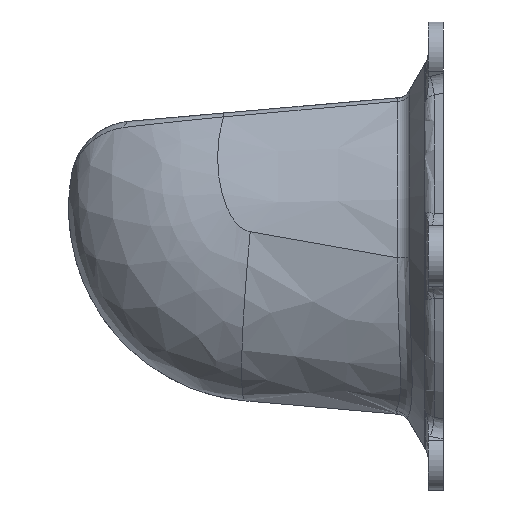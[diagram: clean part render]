
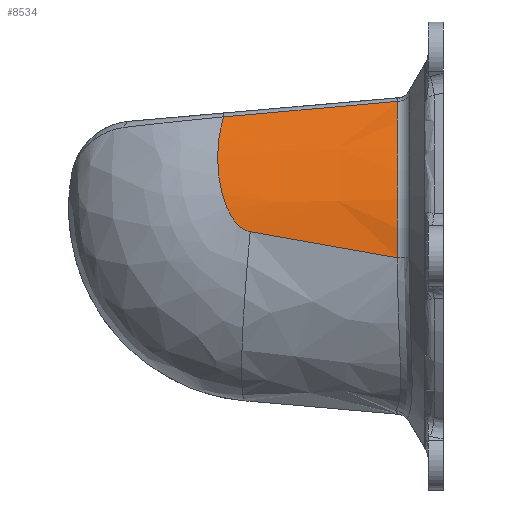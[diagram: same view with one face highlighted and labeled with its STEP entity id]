
A CAD part, left-side view. The second image highlights one B-rep face of the part: STEP entity #8534.
In plain terms, the highlighted conical face has half-angle 5 degrees and reference radius 67.158 mm.
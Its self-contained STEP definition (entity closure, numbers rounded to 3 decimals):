
#26 = CARTESIAN_POINT ( 'NONE',  ( -100.777, 21.753, 49.386 ) ) ;
#317 = VERTEX_POINT ( 'NONE', #2614 ) ;
#465 = AXIS2_PLACEMENT_3D ( 'NONE', #1924, #3216, #8404 ) ;
#886 = CARTESIAN_POINT ( 'NONE',  ( -120.279, 51.257, 8.017 ) ) ;
#945 = CARTESIAN_POINT ( 'NONE',  ( -114.249, 61.607, 25.789 ) ) ;
#1003 = CARTESIAN_POINT ( 'NONE',  ( -114.619, 61.487, 24.989 ) ) ;
#1011 = ORIENTED_EDGE ( 'NONE', *, *, #2313, .T. ) ;
#1064 = CARTESIAN_POINT ( 'NONE',  ( -106.648, 61.735, 38.2 ) ) ;
#1118 = CARTESIAN_POINT ( 'NONE',  ( -107.372, 61.834, 37.243 ) ) ;
#1481 = DIRECTION ( 'NONE',  ( 0., -1., 0. ) ) ;
#1924 = CARTESIAN_POINT ( 'NONE',  ( -58.12, 2.593, 0. ) ) ;
#1976 = CARTESIAN_POINT ( 'NONE',  ( -120.279, 51.257, 8.017 ) ) ;
#2092 = ORIENTED_EDGE ( 'NONE', *, *, #14364, .T. ) ;
#2160 = CARTESIAN_POINT ( 'NONE',  ( -125.048, 2.593, -0.608 ) ) ;
#2187 = CARTESIAN_POINT ( 'NONE',  ( -107.495, 61.85, 37.078 ) ) ;
#2248 = CARTESIAN_POINT ( 'NONE',  ( -104.889, 61.436, 40.386 ) ) ;
#2313 = EDGE_CURVE ( 'NONE', #9083, #14904, #9420, .T. ) ;
#2413 = VERTEX_POINT ( 'NONE', #10224 ) ;
#2573 = CARTESIAN_POINT ( 'NONE',  ( -99.586, 60.07, 45.962 ) ) ;
#2614 = CARTESIAN_POINT ( 'NONE',  ( -125.048, 2.593, -0.608 ) ) ;
#3216 = DIRECTION ( 'NONE',  ( 0., 1., 0. ) ) ;
#3429 = CARTESIAN_POINT ( 'NONE',  ( -119.257, 56.548, 11.602 ) ) ;
#3550 = CARTESIAN_POINT ( 'NONE',  ( -107.437, 61.843, 37.156 ) ) ;
#3604 = CARTESIAN_POINT ( 'NONE',  ( -107.013, 61.788, 37.725 ) ) ;
#3669 = CARTESIAN_POINT ( 'NONE',  ( -105.603, 61.57, 39.526 ) ) ;
#3763 = CONICAL_SURFACE ( 'NONE', #11002, 67.158, 0.087 ) ;
#3833 = ORIENTED_EDGE ( 'NONE', *, *, #7915, .T. ) ;
#4812 = CARTESIAN_POINT ( 'NONE',  ( -99.586, 60.07, 45.962 ) ) ;
#4874 = CARTESIAN_POINT ( 'NONE',  ( -101.167, 60.565, 44.477 ) ) ;
#4933 = CARTESIAN_POINT ( 'NONE',  ( -107.646, 61.869, 36.874 ) ) ;
#4993 = CARTESIAN_POINT ( 'NONE',  ( -113.281, 61.846, 27.77 ) ) ;
#5187 = EDGE_CURVE ( 'NONE', #14904, #317, #5798, .T. ) ;
#5522 = ORIENTED_EDGE ( 'NONE', *, *, #5187, .T. ) ;
#5798 = B_SPLINE_CURVE_WITH_KNOTS ( 'NONE', 3,
 ( #6844, #16042, #7233, #2160 ),
 .UNSPECIFIED., .F., .F.,
 ( 4, 4 ),
 ( 0., 0.953 ),
 .UNSPECIFIED. ) ;
#6184 = CARTESIAN_POINT ( 'NONE',  ( -112.759, 61.932, 28.769 ) ) ;
#6301 = CARTESIAN_POINT ( 'NONE',  ( -107.967, 61.906, 36.435 ) ) ;
#6515 = CARTESIAN_POINT ( 'NONE',  ( -100.188, 40.912, 47.676 ) ) ;
#6844 = CARTESIAN_POINT ( 'NONE',  ( -120.279, 51.257, 8.017 ) ) ;
#7233 = CARTESIAN_POINT ( 'NONE',  ( -123.545, 20.08, 2.3 ) ) ;
#7544 = CARTESIAN_POINT ( 'NONE',  ( -114.703, 61.458, 24.805 ) ) ;
#7606 = CARTESIAN_POINT ( 'NONE',  ( -115.057, 61.326, 24.013 ) ) ;
#7684 = EDGE_LOOP ( 'NONE', ( #5522, #2092, #3833, #1011 ) ) ;
#7809 = CARTESIAN_POINT ( 'NONE',  ( -101.353, 2.593, 51.095 ) ) ;
#7915 = EDGE_CURVE ( 'NONE', #2413, #9083, #11039, .T. ) ;
#8066 = CARTESIAN_POINT ( 'NONE',  ( -99.586, 60.07, 45.962 ) ) ;
#8404 = DIRECTION ( 'NONE',  ( 0., 0., -1. ) ) ;
#8534 = ADVANCED_FACE ( 'NONE', ( #14351 ), #3763, .T. ) ;
#8668 = CARTESIAN_POINT ( 'NONE',  ( -120.147, 52.423, 8.238 ) ) ;
#8726 = CARTESIAN_POINT ( 'NONE',  ( -108.236, 61.934, 36.058 ) ) ;
#8787 = CARTESIAN_POINT ( 'NONE',  ( -102.696, 60.968, 42.897 ) ) ;
#8906 = CARTESIAN_POINT ( 'NONE',  ( -118.479, 58.34, 14.482 ) ) ;
#9083 = VERTEX_POINT ( 'NONE', #8066 ) ;
#9420 = B_SPLINE_CURVE_WITH_KNOTS ( 'NONE', 3,
 ( #4812, #4874, #8787, #2248, #3669, #1064, #3604, #1118, #16532, #10163, #3550, #2187, #4933, #6301, #8726, #13980, #11478, #6184, #4993, #15339, #945, #16589, #1003, #7544, #9984, #16646, #11243, #7606, #11357, #16707, #15162, #8906, #3429, #13864, #16470, #8668, #886 ),
 .UNSPECIFIED., .F., .F.,
 ( 4, 2, 2, 1, 2, 2, 1, 1, 1, 2, 2, 2, 2, 1, 2, 2, 2, 2, 2, 2, 4 ),
 ( 0.036, 0.157, 0.217, 0.247, 0.249, 0.25, 0.251, 0.255, 0.262, 0.277, 0.398, 0.458, 0.488, 0.496, 0.499, 0.503, 0.518, 0.639, 0.759, 0.88, 1. ),
 .UNSPECIFIED. ) ;
#9984 = CARTESIAN_POINT ( 'NONE',  ( -114.758, 61.438, 24.682 ) ) ;
#10163 = CARTESIAN_POINT ( 'NONE',  ( -107.414, 61.84, 37.187 ) ) ;
#10224 = CARTESIAN_POINT ( 'NONE',  ( -101.353, 2.593, 51.095 ) ) ;
#11002 = AXIS2_PLACEMENT_3D ( 'NONE', #14586, #1481, #12299 ) ;
#11039 = B_SPLINE_CURVE_WITH_KNOTS ( 'NONE', 3,
 ( #7809, #26, #6515, #2573 ),
 .UNSPECIFIED., .F., .F.,
 ( 4, 4 ),
 ( 0.003, 0.06 ),
 .UNSPECIFIED. ) ;
#11243 = CARTESIAN_POINT ( 'NONE',  ( -114.94, 61.372, 24.278 ) ) ;
#11357 = CARTESIAN_POINT ( 'NONE',  ( -116.083, 60.893, 21.646 ) ) ;
#11478 = CARTESIAN_POINT ( 'NONE',  ( -111.087, 62.097, 31.776 ) ) ;
#12299 = DIRECTION ( 'NONE',  ( 0., 0., 1. ) ) ;
#13864 = CARTESIAN_POINT ( 'NONE',  ( -119.537, 55.584, 10.455 ) ) ;
#13980 = CARTESIAN_POINT ( 'NONE',  ( -109.831, 62.085, 33.796 ) ) ;
#14351 = FACE_OUTER_BOUND ( 'NONE', #7684, .T. ) ;
#14364 = EDGE_CURVE ( 'NONE', #317, #2413, #14874, .T. ) ;
#14586 = CARTESIAN_POINT ( 'NONE',  ( -58.12, 0., 0. ) ) ;
#14874 = CIRCLE ( 'NONE', #465, 66.931 ) ;
#14904 = VERTEX_POINT ( 'NONE', #1976 ) ;
#15162 = CARTESIAN_POINT ( 'NONE',  ( -118.009, 59.104, 16.101 ) ) ;
#15339 = CARTESIAN_POINT ( 'NONE',  ( -114.013, 61.672, 26.283 ) ) ;
#16042 = CARTESIAN_POINT ( 'NONE',  ( -121.964, 36.301, 5.18 ) ) ;
#16470 = CARTESIAN_POINT ( 'NONE',  ( -119.982, 53.522, 8.773 ) ) ;
#16532 = CARTESIAN_POINT ( 'NONE',  ( -107.404, 61.838, 37.201 ) ) ;
#16589 = CARTESIAN_POINT ( 'NONE',  ( -114.534, 61.515, 25.173 ) ) ;
#16646 = CARTESIAN_POINT ( 'NONE',  ( -114.79, 61.427, 24.612 ) ) ;
#16707 = CARTESIAN_POINT ( 'NONE',  ( -116.811, 60.381, 19.684 ) ) ;
